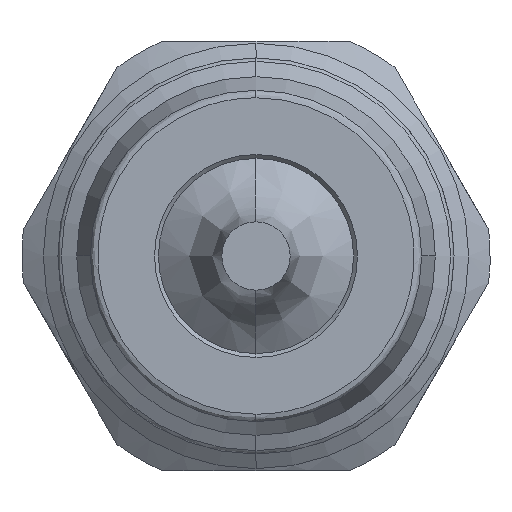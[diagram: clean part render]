
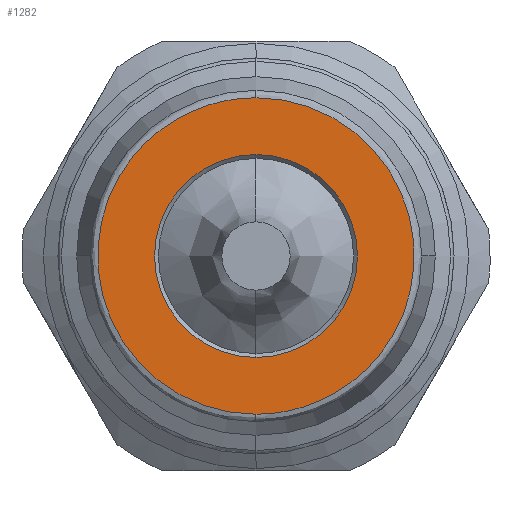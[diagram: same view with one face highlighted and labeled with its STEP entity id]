
A CAD part, left-side view. The second image highlights one B-rep face of the part: STEP entity #1282.
In plain terms, the highlighted planar face has unit normal (-1, 0, 0).
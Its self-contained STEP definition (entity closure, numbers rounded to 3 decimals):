
#238 = CARTESIAN_POINT ( 'NONE',  ( -38., 0., 0. ) ) ;
#239 = DIRECTION ( 'NONE',  ( 1., 0., 0. ) ) ;
#240 = DIRECTION ( 'NONE',  ( 0., 0., 1. ) ) ;
#282 = DIRECTION ( 'NONE',  ( 1., 0., 0. ) ) ;
#283 = CARTESIAN_POINT ( 'NONE',  ( -38., 0., 0. ) ) ;
#284 = DIRECTION ( 'NONE',  ( 0., 0., 1. ) ) ;
#414 = CIRCLE ( 'NONE', #1341, 5.2 ) ;
#447 = ORIENTED_EDGE ( 'NONE', *, *, #1266, .F. ) ;
#448 = ORIENTED_EDGE ( 'NONE', *, *, #1247, .F. ) ;
#450 = ORIENTED_EDGE ( 'NONE', *, *, #1323, .T. ) ;
#451 = ORIENTED_EDGE ( 'NONE', *, *, #1155, .T. ) ;
#642 = EDGE_LOOP ( 'NONE', ( #448, #447 ) ) ;
#643 = EDGE_LOOP ( 'NONE', ( #451, #450 ) ) ;
#749 = CIRCLE ( 'NONE', #1444, 5.2 ) ;
#916 = FACE_BOUND ( 'NONE', #643, .T. ) ;
#918 = FACE_OUTER_BOUND ( 'NONE', #642, .T. ) ;
#995 =( BOUNDED_CURVE ( )  B_SPLINE_CURVE ( 3, ( #1024, #1025, #1022, #1023 ),
 .UNSPECIFIED., .F., .T. ) 
 B_SPLINE_CURVE_WITH_KNOTS ( ( 4, 4 ),
 ( 0., 1. ),
 .UNSPECIFIED. ) 
 CURVE ( )  GEOMETRIC_REPRESENTATION_ITEM ( )  RATIONAL_B_SPLINE_CURVE ( ( 1., 0.333, 0.333, 1. ) ) 
 REPRESENTATION_ITEM ( '' )  );
#998 =( BOUNDED_CURVE ( )  B_SPLINE_CURVE ( 3, ( #1123, #1038, #1034, #1119 ),
 .UNSPECIFIED., .F., .T. ) 
 B_SPLINE_CURVE_WITH_KNOTS ( ( 4, 4 ),
 ( 0., 1. ),
 .UNSPECIFIED. ) 
 CURVE ( )  GEOMETRIC_REPRESENTATION_ITEM ( )  RATIONAL_B_SPLINE_CURVE ( ( 1., 0.333, 0.333, 1. ) ) 
 REPRESENTATION_ITEM ( '' )  );
#1022 = CARTESIAN_POINT ( 'NONE',  ( -38., -16.219, -8.109 ) ) ;
#1023 = CARTESIAN_POINT ( 'NONE',  ( -38., 0., -8.109 ) ) ;
#1024 = CARTESIAN_POINT ( 'NONE',  ( -38., 0., 8.109 ) ) ;
#1025 = CARTESIAN_POINT ( 'NONE',  ( -38., -16.219, 8.109 ) ) ;
#1034 = CARTESIAN_POINT ( 'NONE',  ( -38., 16.219, 8.109 ) ) ;
#1038 = CARTESIAN_POINT ( 'NONE',  ( -38., 16.219, -8.109 ) ) ;
#1119 = CARTESIAN_POINT ( 'NONE',  ( -38., 0., 8.109 ) ) ;
#1123 = CARTESIAN_POINT ( 'NONE',  ( -38., 0., -8.109 ) ) ;
#1155 = EDGE_CURVE ( 'NONE', #1710, #1700, #749, .T. ) ;
#1247 = EDGE_CURVE ( 'NONE', #1665, #1650, #998, .T. ) ;
#1266 = EDGE_CURVE ( 'NONE', #1650, #1665, #995, .T. ) ;
#1282 = ADVANCED_FACE ( 'NONE', ( #916, #918 ), #1492, .T. ) ;
#1323 = EDGE_CURVE ( 'NONE', #1700, #1710, #414, .T. ) ;
#1341 = AXIS2_PLACEMENT_3D ( 'NONE', #238, #239, #240 ) ;
#1372 = AXIS2_PLACEMENT_3D ( 'NONE', #1494, #1493, #1497 ) ;
#1444 = AXIS2_PLACEMENT_3D ( 'NONE', #283, #282, #284 ) ;
#1492 = PLANE ( 'NONE',  #1372 ) ;
#1493 = DIRECTION ( 'NONE',  ( -1., 0., 0. ) ) ;
#1494 = CARTESIAN_POINT ( 'NONE',  ( -38., -28.384, 0. ) ) ;
#1497 = DIRECTION ( 'NONE',  ( 0., 0., 1. ) ) ;
#1650 = VERTEX_POINT ( 'NONE', #1747 ) ;
#1665 = VERTEX_POINT ( 'NONE', #1758 ) ;
#1700 = VERTEX_POINT ( 'NONE', #1777 ) ;
#1710 = VERTEX_POINT ( 'NONE', #1787 ) ;
#1747 = CARTESIAN_POINT ( 'NONE',  ( -38., 0., 8.109 ) ) ;
#1758 = CARTESIAN_POINT ( 'NONE',  ( -38., 0., -8.109 ) ) ;
#1777 = CARTESIAN_POINT ( 'NONE',  ( -38., 0., -5.2 ) ) ;
#1787 = CARTESIAN_POINT ( 'NONE',  ( -38., 0., 5.2 ) ) ;
